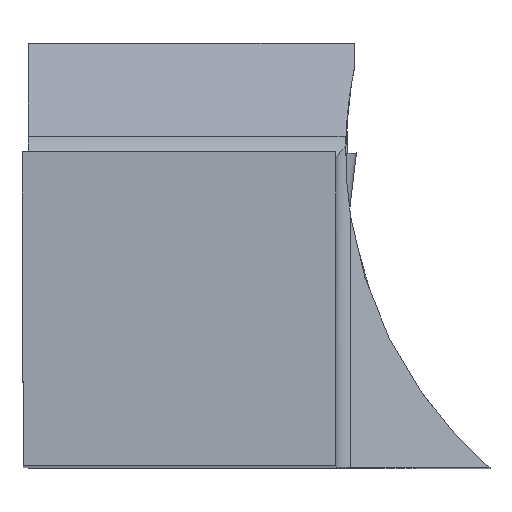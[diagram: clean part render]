
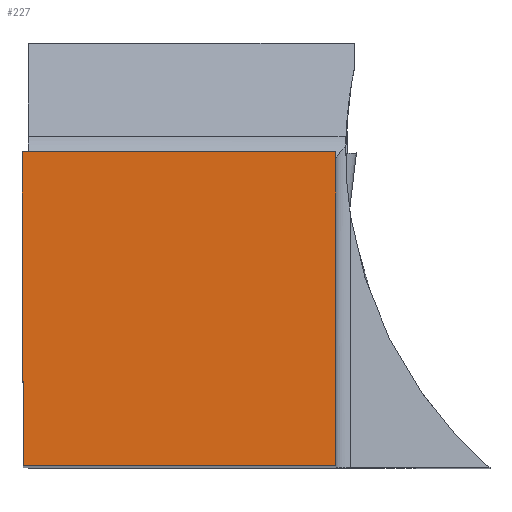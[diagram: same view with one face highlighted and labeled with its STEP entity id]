
A CAD part, top view. The second image highlights one B-rep face of the part: STEP entity #227.
In plain terms, the highlighted planar face has unit normal (0, 0, 1).
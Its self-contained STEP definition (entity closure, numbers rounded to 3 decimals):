
#150=PLANE('',#2632);
#227=ADVANCED_FACE('CU_BACK_SU1',(#369),#150,.F.);
#369=FACE_OUTER_BOUND('',#490,.T.);
#490=EDGE_LOOP('',(#1373,#1374,#1375,#1376));
#761=LINE('',#3466,#979);
#765=LINE('',#3476,#983);
#768=LINE('',#3486,#986);
#801=LINE('',#3635,#1019);
#979=VECTOR('',#2807,1.);
#983=VECTOR('',#2815,1.);
#986=VECTOR('',#2824,1.);
#1019=VECTOR('',#2907,1.);
#1373=ORIENTED_EDGE('',*,*,#2193,.T.);
#1374=ORIENTED_EDGE('',*,*,#2251,.F.);
#1375=ORIENTED_EDGE('',*,*,#2203,.T.);
#1376=ORIENTED_EDGE('',*,*,#2198,.T.);
#1947=VERTEX_POINT('',#3465);
#1948=VERTEX_POINT('',#3467);
#1952=VERTEX_POINT('',#3477);
#1956=VERTEX_POINT('',#3487);
#2193=EDGE_CURVE('',#1948,#1947,#761,.T.);
#2198=EDGE_CURVE('',#1952,#1948,#765,.T.);
#2203=EDGE_CURVE('',#1956,#1952,#768,.T.);
#2251=EDGE_CURVE('',#1956,#1947,#801,.T.);
#2632=AXIS2_PLACEMENT_3D('',#3636,#2908,#2909);
#2807=DIRECTION('',(1.,0.,0.));
#2815=DIRECTION('',(0.004,-1.,0.));
#2824=DIRECTION('',(-1.,0.,0.));
#2907=DIRECTION('',(0.,-1.,0.));
#2908=DIRECTION('',(0.,0.,-1.));
#2909=DIRECTION('',(0.,-1.,0.));
#3465=CARTESIAN_POINT('',(24.875,0.,0.));
#3466=CARTESIAN_POINT('',(-23.244,0.,0.));
#3467=CARTESIAN_POINT('',(0.109,0.,0.));
#3476=CARTESIAN_POINT('',(-0.088,44.976,0.));
#3477=CARTESIAN_POINT('',(0.,24.875,0.));
#3486=CARTESIAN_POINT('',(-23.244,24.875,0.));
#3487=CARTESIAN_POINT('',(24.875,24.875,0.));
#3635=CARTESIAN_POINT('',(24.875,44.875,0.));
#3636=CARTESIAN_POINT('',(-23.244,44.875,0.));
